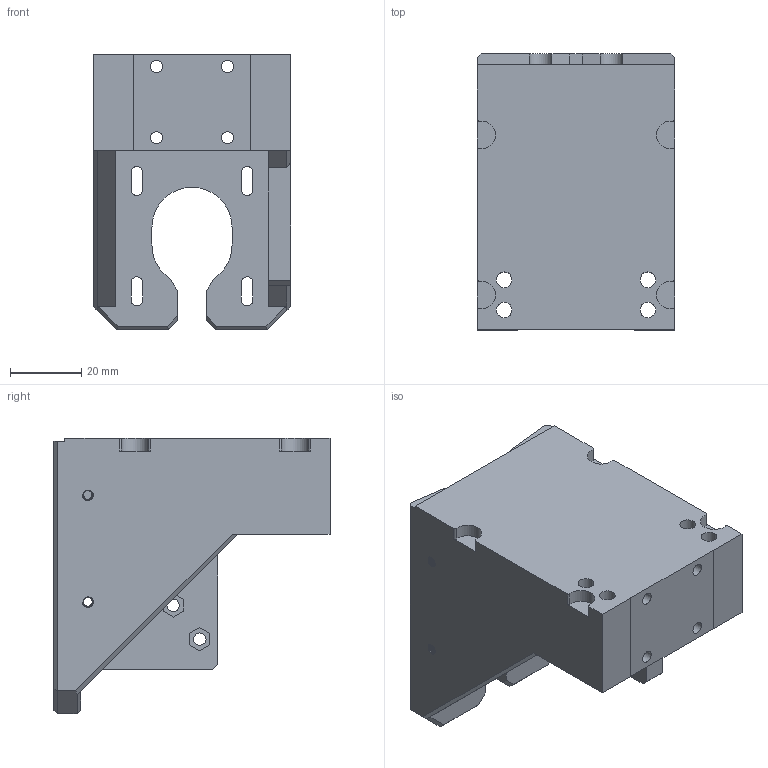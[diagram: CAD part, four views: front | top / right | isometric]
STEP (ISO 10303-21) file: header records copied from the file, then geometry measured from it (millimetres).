
FILE_DESCRIPTION(/* description */ ('','CAx-IF Rec.Pracs.---Representation and Presentation of Product Manufacturing Information (PMI)---4.0---2014-10-13'),/* implementation_level */ '2;1');
FILE_NAME(/* name */ 'Z Axis motor mount.step',/* time_stamp */ '2024-11-20T18:02:31+01:00',/* author */ (''),/* organization */ (''),/* preprocessor_version */ 'ST-DEVELOPER v20',/* originating_system */ 'Autodesk Translation Framework v13.20.0.188',/* authorisation */ '');
FILE_SCHEMA (('AP242_MANAGED_MODEL_BASED_3D_ENGINEERING_MIM_LF { 1 0 10303 442 1 1 4 }'));
Length unit declared in the file: millimetre
Products named in the file (1): Z Axis motor mount
Bounding box: 55.4 x 77.6 x 77.5 mm (x, y, z)
Volume: 135280.2 mm3; surface area: 33766.7 mm2
Topology: 1 solids, 1 shells, 309 faces, 865 edges, 570 vertices
Faces by surface type: cylinder 189, plane 108, bspline 8, cone 4
Full cylindrical faces by diameter (mm): 2.529 x36, 3.086 x14, 3.4 x4, 3.5 x2, 4.4 x4, 6 x2, 6.5 x2
Entity records: 18065 total; most frequent: CARTESIAN_POINT 10489, ORIENTED_EDGE 1730, DIRECTION 1303, EDGE_CURVE 865, VERTEX_POINT 570, LINE 447, VECTOR 447, AXIS2_PLACEMENT_3D 428
